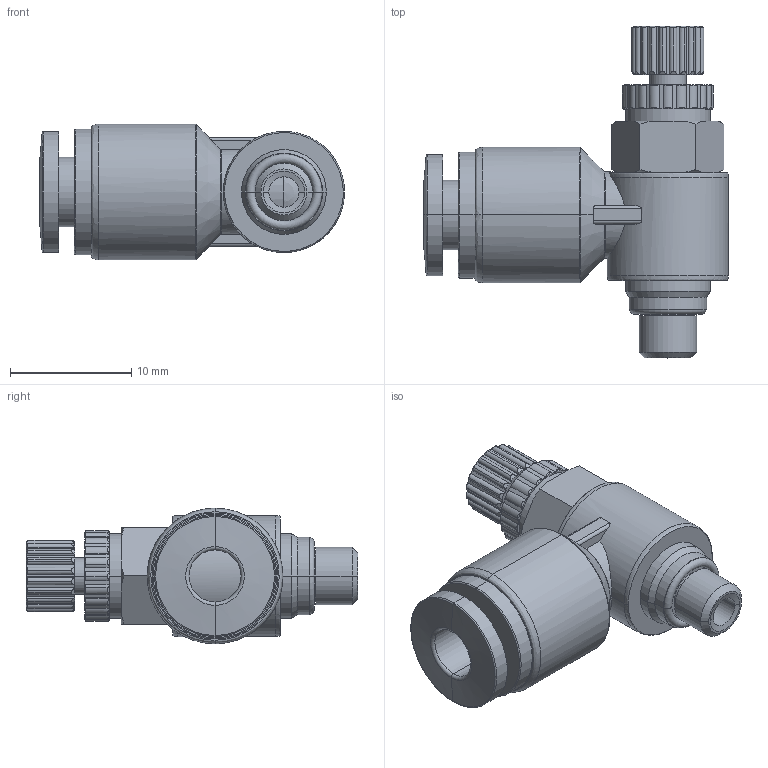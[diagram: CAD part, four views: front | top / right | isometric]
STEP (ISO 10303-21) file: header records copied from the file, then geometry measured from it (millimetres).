
FILE_DESCRIPTION (( 'STEP AP214' ), '1' );
FILE_NAME ('276-8639-001 Simplified Model.STEP', '2023-07-27T21:47:28', ( '' ), ( '' ), 'SwSTEP 2.0', 'SolidWorks 2021', '' );
FILE_SCHEMA (( 'AUTOMOTIVE_DESIGN' ));
Length unit declared in the file: millimetre
Products named in the file (1): 276-8639-001 Simplified Model
Bounding box: 25.18 x 27.4 x 11.2 mm (x, y, z)
Volume: 2189.4 mm3; surface area: 3155.6 mm2
Topology: 7 solids, 8 shells, 367 faces, 910 edges, 565 vertices
Faces by surface type: cylinder 174, cone 92, plane 60, torus 31, bspline 6, sphere 4
Entity records: 12636 total; most frequent: CARTESIAN_POINT 3989, DIRECTION 1823, ORIENTED_EDGE 1804, EDGE_CURVE 902, AXIS2_PLACEMENT_3D 783, VERTEX_POINT 561, CIRCLE 421, EDGE_LOOP 387
